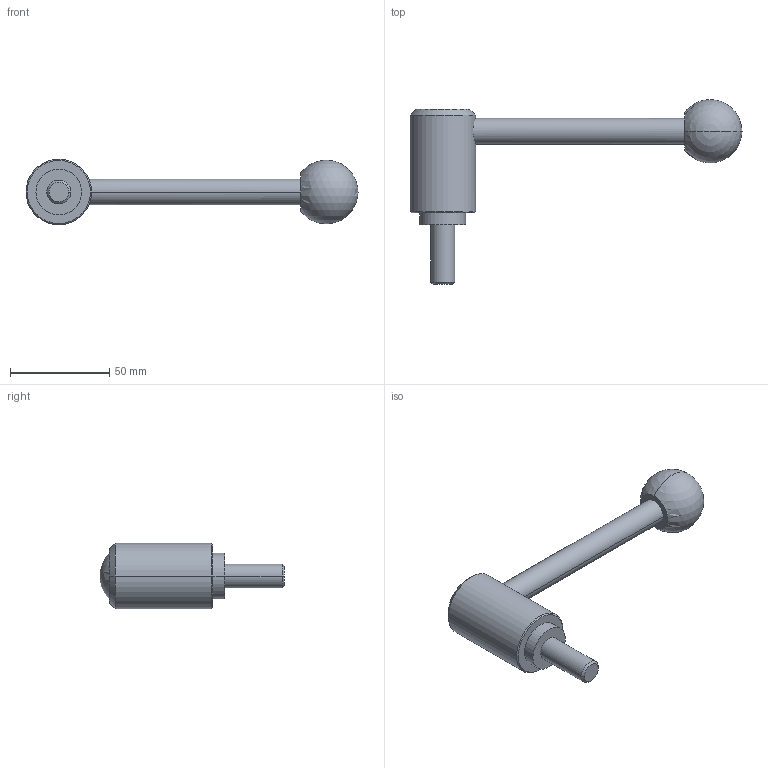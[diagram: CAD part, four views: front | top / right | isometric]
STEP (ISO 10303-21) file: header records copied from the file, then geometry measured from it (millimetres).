
FILE_DESCRIPTION( ( '' ), '1' );
FILE_NAME( 'K0108.3122X30.stp', '2012-11-01T10:39:12', ( '' ), ( '' ), ' ', ' ', ' ' );
FILE_SCHEMA( ( 'CONFIG_CONTROL_DESIGN' ) );
Length unit declared in the file: millimetre
Products named in the file (1): 1
Bounding box: 167 x 92.88 x 33 mm (x, y, z)
Volume: 80595.8 mm3; surface area: 15656.9 mm2
Topology: 1 solids, 1 shells, 21 faces, 48 edges, 28 vertices
Faces by surface type: cylinder 8, cone 6, plane 5, sphere 2
Entity records: 677 total; most frequent: CARTESIAN_POINT 161, DIRECTION 111, ORIENTED_EDGE 88, AXIS2_PLACEMENT_3D 48, EDGE_CURVE 44, VERTEX_POINT 28, CIRCLE 26, EDGE_LOOP 24
